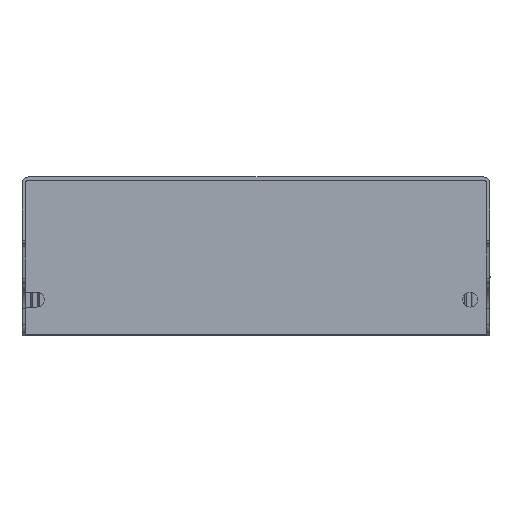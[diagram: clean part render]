
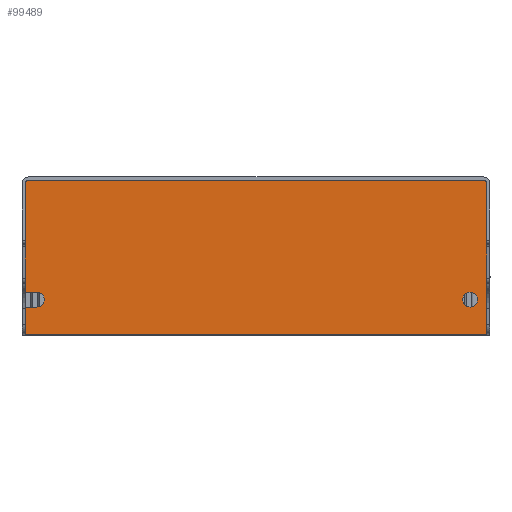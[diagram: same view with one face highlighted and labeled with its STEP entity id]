
A CAD part, top view. The second image highlights one B-rep face of the part: STEP entity #99489.
In plain terms, the highlighted planar face has unit normal (0, 0, 1).
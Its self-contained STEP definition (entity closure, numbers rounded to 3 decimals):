
#13880 = CARTESIAN_POINT ( 'NONE',  ( 62.6, 12.1, 0. ) ) ;
#13881 = CARTESIAN_POINT ( 'NONE',  ( 67.1, 12.1, 0. ) ) ;
#13884 = CARTESIAN_POINT ( 'NONE',  ( -63.6, 12.1, 0. ) ) ;
#13885 = CARTESIAN_POINT ( 'NONE',  ( -65.85, 14.35, 0. ) ) ;
#22246 = LINE ( 'NONE', #23710, #24417 ) ;
#22251 = LINE ( 'NONE', #23720, #24424 ) ;
#22254 = LINE ( 'NONE', #23726, #24427 ) ;
#22257 = LINE ( 'NONE', #23738, #24434 ) ;
#23707 = CARTESIAN_POINT ( 'NONE',  ( -65.85, 12.1, 0. ) ) ;
#23708 = DIRECTION ( 'NONE',  ( 0., 0., -1. ) ) ;
#23709 = DIRECTION ( 'NONE',  ( 1., 0., 0. ) ) ;
#23710 = CARTESIAN_POINT ( 'NONE',  ( 0.25, 9.85, 0. ) ) ;
#23711 = DIRECTION ( 'NONE',  ( -1., 0., 0. ) ) ;
#23720 = CARTESIAN_POINT ( 'NONE',  ( -69.35, 24.85, 0. ) ) ;
#23721 = DIRECTION ( 'NONE',  ( 0., -1., 0. ) ) ;
#23726 = CARTESIAN_POINT ( 'NONE',  ( 0.25, 1.6, 0. ) ) ;
#23727 = DIRECTION ( 'NONE',  ( 1., 0., 0. ) ) ;
#23731 = CARTESIAN_POINT ( 'NONE',  ( 64.85, 12.1, 0. ) ) ;
#23732 = DIRECTION ( 'NONE',  ( 0., 0., -1. ) ) ;
#23733 = DIRECTION ( 'NONE',  ( 1., 0., 0. ) ) ;
#23738 = CARTESIAN_POINT ( 'NONE',  ( 0.25, 48.1, 0. ) ) ;
#23739 = DIRECTION ( 'NONE',  ( -1., 0., 0. ) ) ;
#23850 = CARTESIAN_POINT ( 'NONE',  ( 69.85, 24.85, 0. ) ) ;
#23851 = DIRECTION ( 'NONE',  ( 0., 1., 0. ) ) ;
#24096 = CARTESIAN_POINT ( 'NONE',  ( 68.85, 47.1, 0. ) ) ;
#24097 = DIRECTION ( 'NONE',  ( 0., 0., 1. ) ) ;
#24098 = DIRECTION ( 'NONE',  ( 1., 0., 0. ) ) ;
#24414 = CIRCLE ( 'NONE', #24416, 2.25 ) ;
#24416 = AXIS2_PLACEMENT_3D ( 'NONE', #23707, #23708, #23709 ) ;
#24417 = VECTOR ( 'NONE', #23711, 1000. ) ;
#24424 = VECTOR ( 'NONE', #23721, 1000. ) ;
#24427 = VECTOR ( 'NONE', #23727, 1000. ) ;
#24429 = CIRCLE ( 'NONE', #24430, 2.25 ) ;
#24430 = AXIS2_PLACEMENT_3D ( 'NONE', #23731, #23732, #23733 ) ;
#24434 = VECTOR ( 'NONE', #23739, 1000. ) ;
#24500 = VECTOR ( 'NONE', #23851, 1000. ) ;
#24568 = CIRCLE ( 'NONE', #24585, 1. ) ;
#24585 = AXIS2_PLACEMENT_3D ( 'NONE', #24096, #24097, #24098 ) ;
#26545 = CIRCLE ( 'NONE', #26679, 2.25 ) ;
#26641 = CIRCLE ( 'NONE', #26663, 2.25 ) ;
#26663 = AXIS2_PLACEMENT_3D ( 'NONE', #34633, #34634, #34636 ) ;
#26679 = AXIS2_PLACEMENT_3D ( 'NONE', #34652, #34654, #34655 ) ;
#26843 = LINE ( 'NONE', #23850, #24500 ) ;
#27410 = CARTESIAN_POINT ( 'NONE',  ( -69.35, 14.35, 0. ) ) ;
#27411 = CARTESIAN_POINT ( 'NONE',  ( -69.35, 47.1, 0. ) ) ;
#28530 = ORIENTED_EDGE ( 'NONE', *, *, #95997, .T. ) ;
#28531 = ORIENTED_EDGE ( 'NONE', *, *, #99374, .T. ) ;
#28532 = ORIENTED_EDGE ( 'NONE', *, *, #95899, .T. ) ;
#28533 = ORIENTED_EDGE ( 'NONE', *, *, #95894, .T. ) ;
#28534 = ORIENTED_EDGE ( 'NONE', *, *, #95897, .T. ) ;
#28535 = ORIENTED_EDGE ( 'NONE', *, *, #95947, .T. ) ;
#28536 = ORIENTED_EDGE ( 'NONE', *, *, #95902, .T. ) ;
#28537 = ORIENTED_EDGE ( 'NONE', *, *, #109898, .T. ) ;
#28538 = ORIENTED_EDGE ( 'NONE', *, *, #109896, .T. ) ;
#28539 = ORIENTED_EDGE ( 'NONE', *, *, #109899, .F. ) ;
#28540 = ORIENTED_EDGE ( 'NONE', *, *, #95888, .T. ) ;
#28541 = ORIENTED_EDGE ( 'NONE', *, *, #99381, .T. ) ;
#28542 = ORIENTED_EDGE ( 'NONE', *, *, #95889, .T. ) ;
#33318 = VERTEX_POINT ( 'NONE', #112029 ) ;
#33320 = VERTEX_POINT ( 'NONE', #112031 ) ;
#33395 = VERTEX_POINT ( 'NONE', #112089 ) ;
#33396 = VERTEX_POINT ( 'NONE', #112090 ) ;
#33399 = VERTEX_POINT ( 'NONE', #112093 ) ;
#33401 = VERTEX_POINT ( 'NONE', #112095 ) ;
#33403 = VERTEX_POINT ( 'NONE', #112097 ) ;
#33712 = FACE_BOUND ( 'NONE', #100999, .T. ) ;
#33713 = FACE_OUTER_BOUND ( 'NONE', #101001, .T. ) ;
#34633 = CARTESIAN_POINT ( 'NONE',  ( 64.85, 12.1, 0. ) ) ;
#34634 = DIRECTION ( 'NONE',  ( 0., 0., -1. ) ) ;
#34636 = DIRECTION ( 'NONE',  ( 1., 0., 0. ) ) ;
#34652 = CARTESIAN_POINT ( 'NONE',  ( -65.85, 12.1, 0. ) ) ;
#34654 = DIRECTION ( 'NONE',  ( 0., 0., -1. ) ) ;
#34655 = DIRECTION ( 'NONE',  ( 1., 0., 0. ) ) ;
#35115 = PLANE ( 'NONE',  #35654 ) ;
#35116 = CARTESIAN_POINT ( 'NONE',  ( -69.35, 1.6, 0. ) ) ;
#35118 = DIRECTION ( 'NONE',  ( 0., 0., 1. ) ) ;
#35120 = DIRECTION ( 'NONE',  ( 1., 0., 0. ) ) ;
#35654 = AXIS2_PLACEMENT_3D ( 'NONE', #35116, #35118, #35120 ) ;
#58296 = VERTEX_POINT ( 'NONE', #13880 ) ;
#58297 = VERTEX_POINT ( 'NONE', #13881 ) ;
#58300 = VERTEX_POINT ( 'NONE', #13884 ) ;
#58302 = VERTEX_POINT ( 'NONE', #13885 ) ;
#80082 = CIRCLE ( 'NONE', #80180, 1. ) ;
#80177 = VECTOR ( 'NONE', #82878, 1000. ) ;
#80180 = AXIS2_PLACEMENT_3D ( 'NONE', #82881, #82882, #82883 ) ;
#80182 = VECTOR ( 'NONE', #82885, 1000. ) ;
#82421 = LINE ( 'NONE', #82877, #80177 ) ;
#82423 = LINE ( 'NONE', #82884, #80182 ) ;
#82877 = CARTESIAN_POINT ( 'NONE',  ( 0.25, 14.35, 0. ) ) ;
#82878 = DIRECTION ( 'NONE',  ( 1., 0., 0. ) ) ;
#82881 = CARTESIAN_POINT ( 'NONE',  ( -68.35, 47.1, 0. ) ) ;
#82882 = DIRECTION ( 'NONE',  ( 0., 0., 1. ) ) ;
#82883 = DIRECTION ( 'NONE',  ( -1., 0., 0. ) ) ;
#82884 = CARTESIAN_POINT ( 'NONE',  ( -69.35, 1.6, 0. ) ) ;
#82885 = DIRECTION ( 'NONE',  ( 0., 1., 0. ) ) ;
#95888 = EDGE_CURVE ( 'NONE', #58300, #33395, #24414, .T. ) ;
#95889 = EDGE_CURVE ( 'NONE', #33395, #33396, #22246, .T. ) ;
#95894 = EDGE_CURVE ( 'NONE', #33396, #33399, #22251, .T. ) ;
#95897 = EDGE_CURVE ( 'NONE', #33399, #33401, #22254, .T. ) ;
#95899 = EDGE_CURVE ( 'NONE', #58296, #58297, #24429, .T. ) ;
#95902 = EDGE_CURVE ( 'NONE', #33318, #33403, #22257, .T. ) ;
#95947 = EDGE_CURVE ( 'NONE', #33401, #33320, #26843, .T. ) ;
#95997 = EDGE_CURVE ( 'NONE', #33320, #33318, #24568, .T. ) ;
#98580 = VERTEX_POINT ( 'NONE', #27410 ) ;
#98581 = VERTEX_POINT ( 'NONE', #27411 ) ;
#99374 = EDGE_CURVE ( 'NONE', #58297, #58296, #26641, .T. ) ;
#99381 = EDGE_CURVE ( 'NONE', #58302, #58300, #26545, .T. ) ;
#99489 = ADVANCED_FACE ( 'NONE', ( #33712, #33713 ), #35115, .T. ) ;
#100999 = EDGE_LOOP ( 'NONE', ( #28531, #28532 ) ) ;
#101001 = EDGE_LOOP ( 'NONE', ( #28533, #28534, #28535, #28530, #28536, #28537, #28539, #28538, #28541, #28540, #28542 ) ) ;
#109896 = EDGE_CURVE ( 'NONE', #98580, #58302, #82421, .T. ) ;
#109898 = EDGE_CURVE ( 'NONE', #33403, #98581, #80082, .T. ) ;
#109899 = EDGE_CURVE ( 'NONE', #98580, #98581, #82423, .T. ) ;
#112029 = CARTESIAN_POINT ( 'NONE',  ( 68.85, 48.1, 0. ) ) ;
#112031 = CARTESIAN_POINT ( 'NONE',  ( 69.85, 47.1, 0. ) ) ;
#112089 = CARTESIAN_POINT ( 'NONE',  ( -65.85, 9.85, 0. ) ) ;
#112090 = CARTESIAN_POINT ( 'NONE',  ( -69.35, 9.85, 0. ) ) ;
#112093 = CARTESIAN_POINT ( 'NONE',  ( -69.35, 1.6, 0. ) ) ;
#112095 = CARTESIAN_POINT ( 'NONE',  ( 69.85, 1.6, 0. ) ) ;
#112097 = CARTESIAN_POINT ( 'NONE',  ( -68.35, 48.1, 0. ) ) ;
